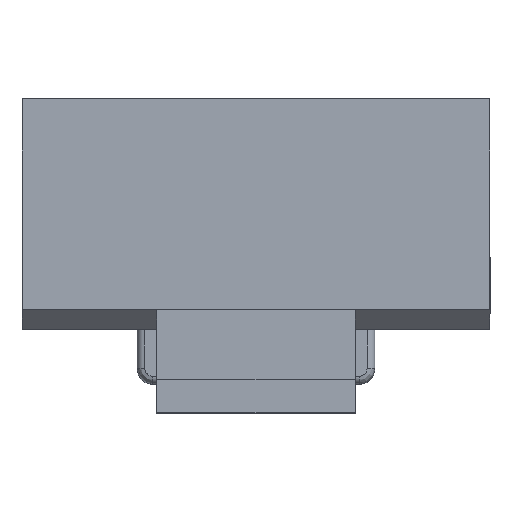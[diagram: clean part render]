
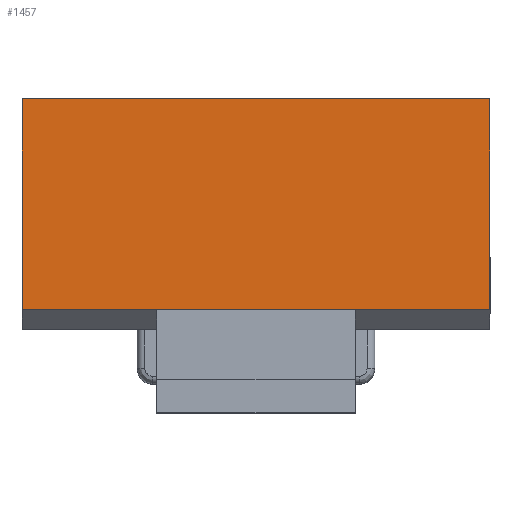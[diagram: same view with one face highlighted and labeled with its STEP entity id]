
A CAD part, top view. The second image highlights one B-rep face of the part: STEP entity #1457.
In plain terms, the highlighted planar face has unit normal (0, 0, 1).
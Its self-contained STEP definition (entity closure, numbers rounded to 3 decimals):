
#484 = LINE ( 'NONE', #1058, #1767 ) ;
#493 = LINE ( 'NONE', #1084, #1755 ) ;
#598 = DIRECTION ( 'NONE',  ( -1., 0., 0. ) ) ;
#601 = DIRECTION ( 'NONE',  ( 0., 0., -1. ) ) ;
#602 = CARTESIAN_POINT ( 'NONE',  ( -1.5, 2., 1.69 ) ) ;
#603 = PLANE ( 'NONE',  #1811 ) ;
#656 = DIRECTION ( 'NONE',  ( 0., -1., 0. ) ) ;
#657 = CARTESIAN_POINT ( 'NONE',  ( 1.5, 2., 1.69 ) ) ;
#691 = EDGE_LOOP ( 'NONE', ( #1552, #1540, #1542, #1539 ) ) ;
#1000 = DIRECTION ( 'NONE',  ( -1., 0., 0. ) ) ;
#1001 = CARTESIAN_POINT ( 'NONE',  ( -1.5, 0.65, 1.69 ) ) ;
#1055 = DIRECTION ( 'NONE',  ( 1., 0., 0. ) ) ;
#1058 = CARTESIAN_POINT ( 'NONE',  ( 1.5, 2., 1.69 ) ) ;
#1082 = DIRECTION ( 'NONE',  ( 0., 1., 0. ) ) ;
#1084 = CARTESIAN_POINT ( 'NONE',  ( -1.5, 2., 1.69 ) ) ;
#1293 = FACE_OUTER_BOUND ( 'NONE', #691, .T. ) ;
#1305 = LINE ( 'NONE', #657, #1802 ) ;
#1330 = LINE ( 'NONE', #1001, #1784 ) ;
#1411 = EDGE_CURVE ( 'NONE', #2301, #2347, #493, .T. ) ;
#1423 = EDGE_CURVE ( 'NONE', #2347, #2306, #484, .T. ) ;
#1439 = EDGE_CURVE ( 'NONE', #2311, #2301, #1330, .T. ) ;
#1453 = EDGE_CURVE ( 'NONE', #2306, #2311, #1305, .T. ) ;
#1457 = ADVANCED_FACE ( 'NONE', ( #1293 ), #603, .F. ) ;
#1539 = ORIENTED_EDGE ( 'NONE', *, *, #1439, .F. ) ;
#1540 = ORIENTED_EDGE ( 'NONE', *, *, #1423, .F. ) ;
#1542 = ORIENTED_EDGE ( 'NONE', *, *, #1411, .F. ) ;
#1552 = ORIENTED_EDGE ( 'NONE', *, *, #1453, .F. ) ;
#1755 = VECTOR ( 'NONE', #1082, 1000. ) ;
#1767 = VECTOR ( 'NONE', #1055, 1000. ) ;
#1784 = VECTOR ( 'NONE', #1000, 1000. ) ;
#1802 = VECTOR ( 'NONE', #656, 1000. ) ;
#1811 = AXIS2_PLACEMENT_3D ( 'NONE', #602, #601, #598 ) ;
#1955 = CARTESIAN_POINT ( 'NONE',  ( -1.5, 2., 1.69 ) ) ;
#1994 = CARTESIAN_POINT ( 'NONE',  ( 1.5, 0.65, 1.69 ) ) ;
#1999 = CARTESIAN_POINT ( 'NONE',  ( 1.5, 2., 1.69 ) ) ;
#2002 = CARTESIAN_POINT ( 'NONE',  ( -1.5, 0.65, 1.69 ) ) ;
#2301 = VERTEX_POINT ( 'NONE', #2002 ) ;
#2306 = VERTEX_POINT ( 'NONE', #1999 ) ;
#2311 = VERTEX_POINT ( 'NONE', #1994 ) ;
#2347 = VERTEX_POINT ( 'NONE', #1955 ) ;
